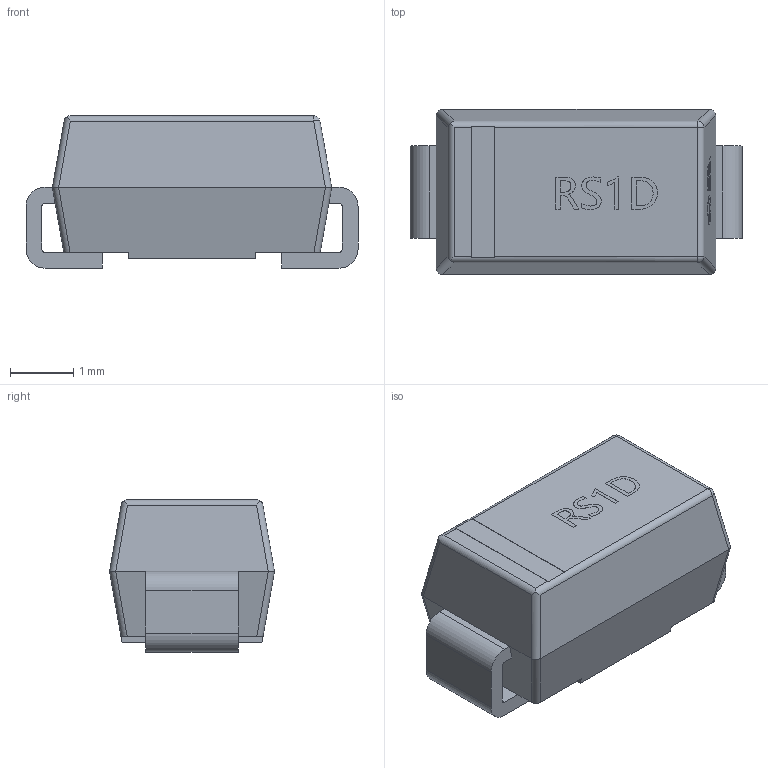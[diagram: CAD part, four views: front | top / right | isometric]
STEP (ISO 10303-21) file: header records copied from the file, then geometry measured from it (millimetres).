
FILE_DESCRIPTION (( 'STEP AP214' ), '1' );
FILE_NAME ('SMA_L4.4-W2.6-LS5.2-RD.step', '2022-07-15T04:47:02', ( '' ), ( '' ), 'SwSTEP 2.0', 'SolidWorks 2020', '' );
FILE_SCHEMA (( 'AUTOMOTIVE_DESIGN' ));
Length unit declared in the file: millimetre
Products named in the file (1): SMA_L4.4-W2.6-LS5.2-RD
Bounding box: 5.23 x 2.6 x 2.4 mm (x, y, z)
Volume: 23.9 mm3; surface area: 58.9 mm2
Topology: 14 solids, 14 shells, 403 faces, 1076 edges, 710 vertices
Faces by surface type: plane 245, bspline 136, cylinder 20, sphere 2
Entity records: 19568 total; most frequent: CARTESIAN_POINT 5864, ORIENTED_EDGE 2152, DIRECTION 1348, EDGE_CURVE 1076, VECTOR 760, LINE 760, VERTEX_POINT 710, EDGE_LOOP 428
